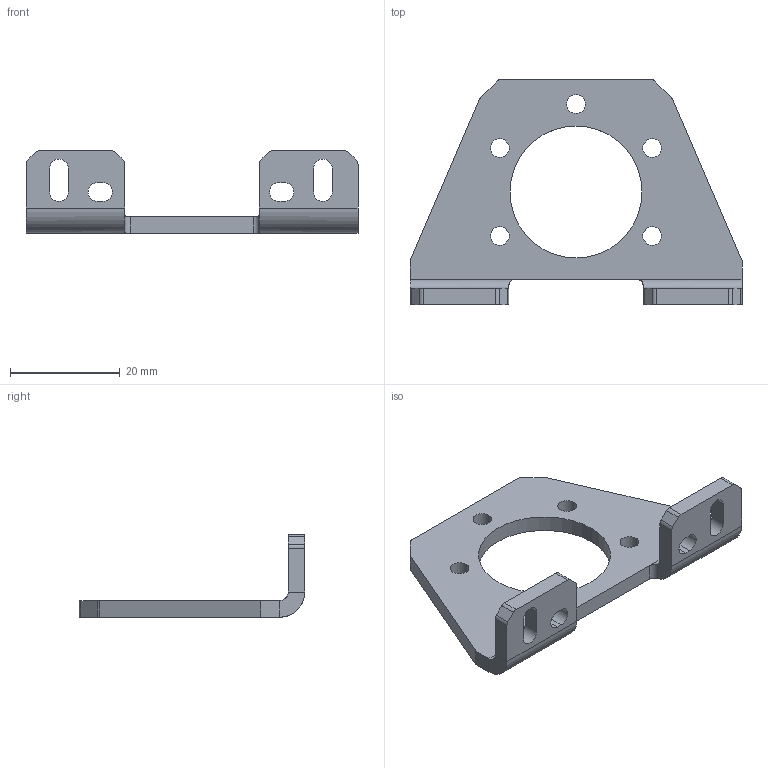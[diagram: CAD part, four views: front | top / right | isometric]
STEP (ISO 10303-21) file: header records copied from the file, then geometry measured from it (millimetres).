
FILE_DESCRIPTION (( 'STEP AP214' ), '1' );
FILE_NAME ('REV-41-1623.STEP', '2019-07-18T23:14:19', ( '' ), ( '' ), 'SwSTEP 2.0', 'SolidWorks 2018', '' );
FILE_SCHEMA (( 'AUTOMOTIVE_DESIGN' ));
Length unit declared in the file: millimetre
Products named in the file (1): REV-41-1623
Bounding box: 60.4 x 41 x 15 mm (x, y, z)
Volume: 5085.6 mm3; surface area: 4641.9 mm2
Topology: 1 solids, 1 shells, 75 faces, 205 edges, 132 vertices
Faces by surface type: cylinder 40, plane 35
Entity records: 2485 total; most frequent: CARTESIAN_POINT 449, DIRECTION 429, ORIENTED_EDGE 410, EDGE_CURVE 205, AXIS2_PLACEMENT_3D 152, VERTEX_POINT 132, VECTOR 125, LINE 125
